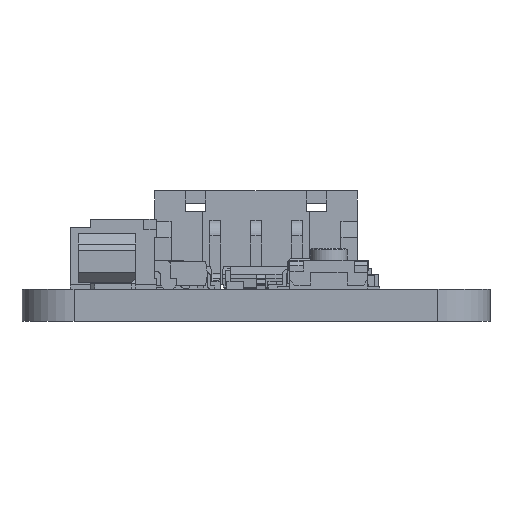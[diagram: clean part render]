
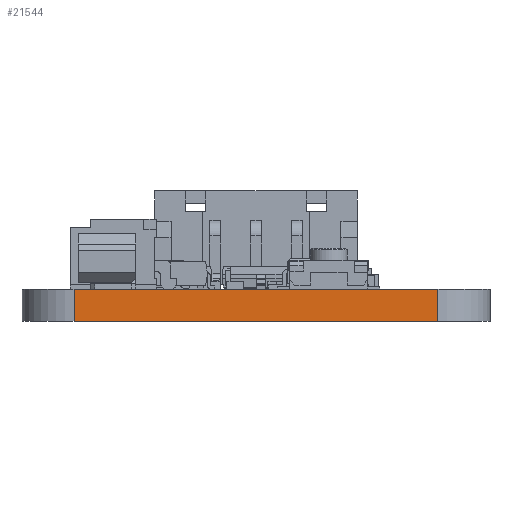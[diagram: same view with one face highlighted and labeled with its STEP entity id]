
A CAD part, left-side view. The second image highlights one B-rep face of the part: STEP entity #21544.
In plain terms, the highlighted planar face has unit normal (-1, 0, 0).
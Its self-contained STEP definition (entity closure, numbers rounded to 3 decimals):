
#445=PLANE('',#23014);
#1406=FACE_OUTER_BOUND('',#2520,.T.);
#2520=EDGE_LOOP('',(#14862,#14863,#14864,#14865));
#3846=LINE('',#30901,#6408);
#3847=LINE('',#30903,#6409);
#3848=LINE('',#30905,#6410);
#3849=LINE('',#30906,#6411);
#6408=VECTOR('',#25069,10.);
#6409=VECTOR('',#25070,10.);
#6410=VECTOR('',#25071,10.);
#6411=VECTOR('',#25072,10.);
#9570=VERTEX_POINT('',#30899);
#9571=VERTEX_POINT('',#30900);
#9572=VERTEX_POINT('',#30902);
#9573=VERTEX_POINT('',#30904);
#11682=EDGE_CURVE('',#9570,#9571,#3846,.T.);
#11683=EDGE_CURVE('',#9571,#9572,#3847,.T.);
#11684=EDGE_CURVE('',#9573,#9572,#3848,.T.);
#11685=EDGE_CURVE('',#9570,#9573,#3849,.T.);
#14862=ORIENTED_EDGE('',*,*,#11682,.T.);
#14863=ORIENTED_EDGE('',*,*,#11683,.T.);
#14864=ORIENTED_EDGE('',*,*,#11684,.F.);
#14865=ORIENTED_EDGE('',*,*,#11685,.F.);
#21544=ADVANCED_FACE('',(#1406),#445,.T.);
#23014=AXIS2_PLACEMENT_3D('',#30898,#25067,#25068);
#25067=DIRECTION('center_axis',(-1.,0.,0.));
#25068=DIRECTION('ref_axis',(0.,-1.,0.));
#25069=DIRECTION('',(0.,-1.,0.));
#25070=DIRECTION('',(0.,0.,1.));
#25071=DIRECTION('',(0.,-1.,0.));
#25072=DIRECTION('',(0.,0.,1.));
#30898=CARTESIAN_POINT('Origin',(0.,20.32,0.));
#30899=CARTESIAN_POINT('',(0.,20.32,0.));
#30900=CARTESIAN_POINT('',(0.,2.54,0.));
#30901=CARTESIAN_POINT('',(0.,20.32,0.));
#30902=CARTESIAN_POINT('',(0.,2.54,1.57));
#30903=CARTESIAN_POINT('',(0.,2.54,0.));
#30904=CARTESIAN_POINT('',(0.,20.32,1.57));
#30905=CARTESIAN_POINT('',(0.,20.32,1.57));
#30906=CARTESIAN_POINT('',(0.,20.32,0.));
